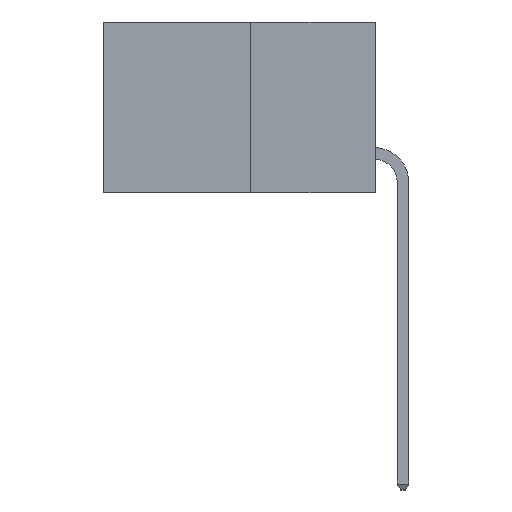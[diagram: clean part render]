
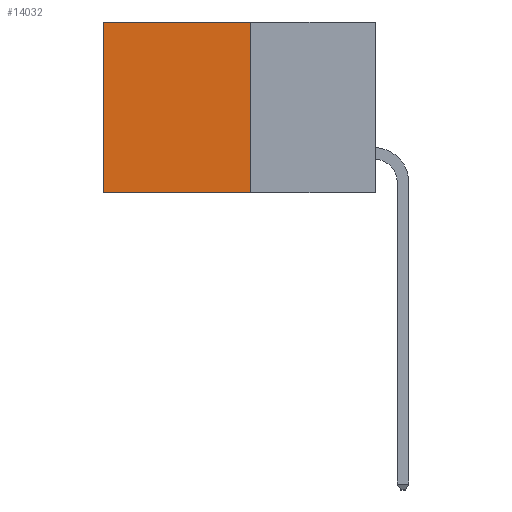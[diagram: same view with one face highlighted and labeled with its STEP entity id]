
A CAD part, left-side view. The second image highlights one B-rep face of the part: STEP entity #14032.
In plain terms, the highlighted planar face has unit normal (-1, 0, 0).
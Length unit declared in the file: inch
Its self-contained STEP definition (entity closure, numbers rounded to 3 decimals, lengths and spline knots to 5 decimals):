
#370 = DIRECTION ( 'NONE',  ( 0., 0., -1. ) ) ;
#1215 = EDGE_CURVE ( 'NONE', #2192, #5531, #14001, .T. ) ;
#1537 = ORIENTED_EDGE ( 'NONE', *, *, #1215, .T. ) ;
#1816 = ORIENTED_EDGE ( 'NONE', *, *, #12845, .F. ) ;
#2192 = VERTEX_POINT ( 'NONE', #13666 ) ;
#2603 = VECTOR ( 'NONE', #370, 39.37008 ) ;
#2876 = CARTESIAN_POINT ( 'NONE',  ( 0.277, 0.59, -0.37 ) ) ;
#3021 = DIRECTION ( 'NONE',  ( 0., 1., 0. ) ) ;
#3761 = FACE_OUTER_BOUND ( 'NONE', #14522, .T. ) ;
#4095 = PLANE ( 'NONE',  #10547 ) ;
#4969 = ORIENTED_EDGE ( 'NONE', *, *, #8868, .T. ) ;
#5283 = DIRECTION ( 'NONE',  ( 0., 0., -1. ) ) ;
#5348 = VECTOR ( 'NONE', #11088, 39.37008 ) ;
#5531 = VERTEX_POINT ( 'NONE', #8638 ) ;
#5761 = EDGE_CURVE ( 'NONE', #12123, #5531, #10846, .T. ) ;
#6379 = CARTESIAN_POINT ( 'NONE',  ( 0.277, 0.27, -0.37 ) ) ;
#6625 = VECTOR ( 'NONE', #3021, 39.37008 ) ;
#7282 = DIRECTION ( 'NONE',  ( 0., 0., -1. ) ) ;
#8255 = VECTOR ( 'NONE', #7282, 39.37008 ) ;
#8429 = CARTESIAN_POINT ( 'NONE',  ( 0.277, 0.27, -0.37 ) ) ;
#8578 = CARTESIAN_POINT ( 'NONE',  ( 0.277, 0.27, -0.37 ) ) ;
#8638 = CARTESIAN_POINT ( 'NONE',  ( 0.277, 0.59, -0.37 ) ) ;
#8868 = EDGE_CURVE ( 'NONE', #12212, #2192, #12105, .T. ) ;
#10547 = AXIS2_PLACEMENT_3D ( 'NONE', #8578, #11863, #5283 ) ;
#10717 = CARTESIAN_POINT ( 'NONE',  ( 0.277, 0.27, 0. ) ) ;
#10846 = LINE ( 'NONE', #12028, #5348 ) ;
#11088 = DIRECTION ( 'NONE',  ( 0., 1., 0. ) ) ;
#11863 = DIRECTION ( 'NONE',  ( 1., 0., 0. ) ) ;
#12028 = CARTESIAN_POINT ( 'NONE',  ( 0.277, 0.27, -0.37 ) ) ;
#12105 = LINE ( 'NONE', #13078, #6625 ) ;
#12123 = VERTEX_POINT ( 'NONE', #8429 ) ;
#12212 = VERTEX_POINT ( 'NONE', #10717 ) ;
#12780 = ORIENTED_EDGE ( 'NONE', *, *, #5761, .F. ) ;
#12845 = EDGE_CURVE ( 'NONE', #12212, #12123, #14467, .T. ) ;
#13078 = CARTESIAN_POINT ( 'NONE',  ( 0.277, 0.27, 0. ) ) ;
#13666 = CARTESIAN_POINT ( 'NONE',  ( 0.277, 0.59, 0. ) ) ;
#14001 = LINE ( 'NONE', #2876, #8255 ) ;
#14032 = ADVANCED_FACE ( 'NONE', ( #3761 ), #4095, .F. ) ;
#14467 = LINE ( 'NONE', #6379, #2603 ) ;
#14522 = EDGE_LOOP ( 'NONE', ( #1537, #12780, #1816, #4969 ) ) ;
